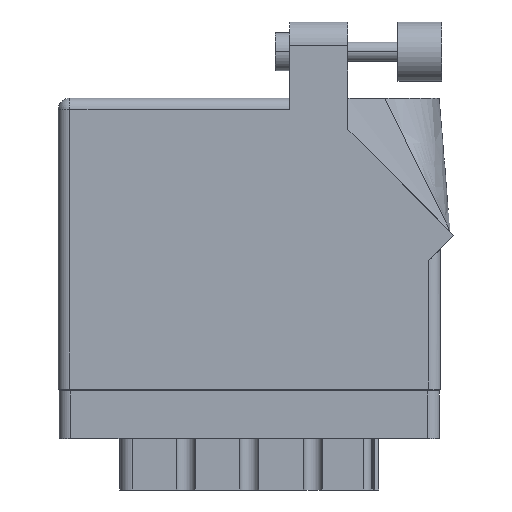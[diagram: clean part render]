
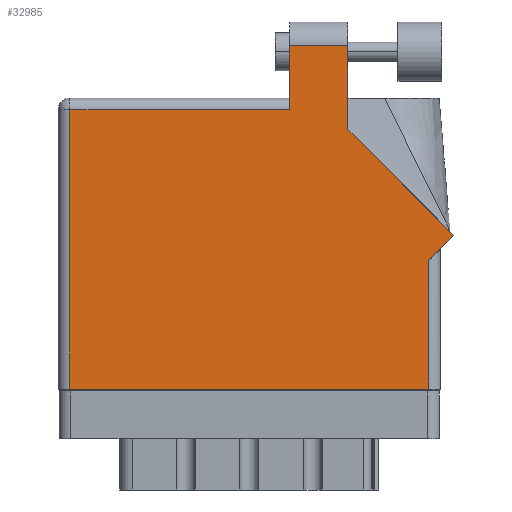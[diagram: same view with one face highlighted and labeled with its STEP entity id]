
A CAD part, front view. The second image highlights one B-rep face of the part: STEP entity #32985.
In plain terms, the highlighted face is planar.
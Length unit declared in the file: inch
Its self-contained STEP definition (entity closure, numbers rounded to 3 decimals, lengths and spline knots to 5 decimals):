
#112 = CARTESIAN_POINT ( 'NONE',  ( 1.217, 1.805, 0. ) ) ;
#471 = VECTOR ( 'NONE', #19032, 39.37008 ) ;
#925 = ORIENTED_EDGE ( 'NONE', *, *, #10108, .T. ) ;
#1027 = LINE ( 'NONE', #16158, #22204 ) ;
#1711 = VERTEX_POINT ( 'NONE', #25825 ) ;
#2234 = CARTESIAN_POINT ( 'NONE',  ( 0.062, 1.468, 0. ) ) ;
#2877 = DIRECTION ( 'NONE',  ( -1., 0., 0. ) ) ;
#3256 = ORIENTED_EDGE ( 'NONE', *, *, #35546, .T. ) ;
#3483 = VERTEX_POINT ( 'NONE', #31424 ) ;
#3648 = VECTOR ( 'NONE', #17623, 39.37008 ) ;
#3763 = CARTESIAN_POINT ( 'NONE',  ( 1.948, 0.737, 0. ) ) ;
#6331 = EDGE_CURVE ( 'NONE', #27767, #1711, #15321, .T. ) ;
#6881 = ORIENTED_EDGE ( 'NONE', *, *, #33955, .T. ) ;
#7206 = AXIS2_PLACEMENT_3D ( 'NONE', #36349, #16081, #33344 ) ;
#8003 = DIRECTION ( 'NONE',  ( -0.707, 0.707, 0. ) ) ;
#10108 = EDGE_CURVE ( 'NONE', #12074, #27767, #27946, .T. ) ;
#10729 = VECTOR ( 'NONE', #28320, 39.37008 ) ;
#10922 = CARTESIAN_POINT ( 'NONE',  ( 2.08071, 0.80771, 0. ) ) ;
#11386 = ORIENTED_EDGE ( 'NONE', *, *, #29085, .T. ) ;
#12074 = VERTEX_POINT ( 'NONE', #34295 ) ;
#13326 = EDGE_LOOP ( 'NONE', ( #11386, #33737, #19929, #925, #28121, #18892, #3256, #6881, #35213 ) ) ;
#13840 = LINE ( 'NONE', #28194, #10729 ) ;
#14198 = VERTEX_POINT ( 'NONE', #28779 ) ;
#14560 = CARTESIAN_POINT ( 'NONE',  ( 1.217, 1.805, 0. ) ) ;
#14601 = LINE ( 'NONE', #14560, #32215 ) ;
#14774 = EDGE_CURVE ( 'NONE', #34140, #3483, #18019, .T. ) ;
#14840 = CARTESIAN_POINT ( 'NONE',  ( 0.062, 0., 0. ) ) ;
#15058 = VERTEX_POINT ( 'NONE', #30119 ) ;
#15321 = LINE ( 'NONE', #14840, #3648 ) ;
#15952 = PLANE ( 'NONE',  #7206 ) ;
#16081 = DIRECTION ( 'NONE',  ( 0., 0., -1. ) ) ;
#16158 = CARTESIAN_POINT ( 'NONE',  ( 0., 0., 0. ) ) ;
#16894 = CARTESIAN_POINT ( 'NONE',  ( 0., 1.468, 0. ) ) ;
#17219 = VERTEX_POINT ( 'NONE', #19068 ) ;
#17527 = DIRECTION ( 'NONE',  ( -1., 0., 0. ) ) ;
#17623 = DIRECTION ( 'NONE',  ( 0., -1., 0. ) ) ;
#18019 = LINE ( 'NONE', #37037, #25673 ) ;
#18892 = ORIENTED_EDGE ( 'NONE', *, *, #25707, .T. ) ;
#19032 = DIRECTION ( 'NONE',  ( 0., 1., 0. ) ) ;
#19068 = CARTESIAN_POINT ( 'NONE',  ( 1.948, 0., 0. ) ) ;
#19591 = FACE_OUTER_BOUND ( 'NONE', #13326, .T. ) ;
#19929 = ORIENTED_EDGE ( 'NONE', *, *, #30743, .T. ) ;
#22204 = VECTOR ( 'NONE', #33182, 39.37008 ) ;
#23129 = LINE ( 'NONE', #36194, #35304 ) ;
#25673 = VECTOR ( 'NONE', #8003, 39.37008 ) ;
#25707 = EDGE_CURVE ( 'NONE', #1711, #17219, #1027, .T. ) ;
#25825 = CARTESIAN_POINT ( 'NONE',  ( 0.062, 0., 0. ) ) ;
#27767 = VERTEX_POINT ( 'NONE', #2234 ) ;
#27823 = CARTESIAN_POINT ( 'NONE',  ( 1.524, 1.36442, 0. ) ) ;
#27946 = LINE ( 'NONE', #16894, #36504 ) ;
#28121 = ORIENTED_EDGE ( 'NONE', *, *, #6331, .T. ) ;
#28194 = CARTESIAN_POINT ( 'NONE',  ( 1.217, 1.53, 0. ) ) ;
#28320 = DIRECTION ( 'NONE',  ( 0., -1., 0. ) ) ;
#28321 = VECTOR ( 'NONE', #29811, 39.37008 ) ;
#28779 = CARTESIAN_POINT ( 'NONE',  ( 1.948, 0.675, 0. ) ) ;
#29085 = EDGE_CURVE ( 'NONE', #3483, #15058, #35620, .T. ) ;
#29811 = DIRECTION ( 'NONE',  ( 0., 1., 0. ) ) ;
#30119 = CARTESIAN_POINT ( 'NONE',  ( 1.524, 1.805, 0. ) ) ;
#30743 = EDGE_CURVE ( 'NONE', #35354, #12074, #13840, .T. ) ;
#31424 = CARTESIAN_POINT ( 'NONE',  ( 1.524, 1.36442, 0. ) ) ;
#32215 = VECTOR ( 'NONE', #2877, 39.37008 ) ;
#32985 = ADVANCED_FACE ( 'NONE', ( #19591 ), #15952, .F. ) ;
#33156 = EDGE_CURVE ( 'NONE', #15058, #35354, #14601, .T. ) ;
#33182 = DIRECTION ( 'NONE',  ( 1., 0., 0. ) ) ;
#33344 = DIRECTION ( 'NONE',  ( -1., 0., 0. ) ) ;
#33737 = ORIENTED_EDGE ( 'NONE', *, *, #33156, .T. ) ;
#33955 = EDGE_CURVE ( 'NONE', #14198, #34140, #23129, .T. ) ;
#34140 = VERTEX_POINT ( 'NONE', #10922 ) ;
#34295 = CARTESIAN_POINT ( 'NONE',  ( 1.217, 1.468, 0. ) ) ;
#35099 = LINE ( 'NONE', #3763, #28321 ) ;
#35213 = ORIENTED_EDGE ( 'NONE', *, *, #14774, .T. ) ;
#35304 = VECTOR ( 'NONE', #35944, 39.37008 ) ;
#35354 = VERTEX_POINT ( 'NONE', #112 ) ;
#35546 = EDGE_CURVE ( 'NONE', #17219, #14198, #35099, .T. ) ;
#35620 = LINE ( 'NONE', #27823, #471 ) ;
#35944 = DIRECTION ( 'NONE',  ( 0.707, 0.707, 0. ) ) ;
#36194 = CARTESIAN_POINT ( 'NONE',  ( 2.01, 0.737, 0. ) ) ;
#36349 = CARTESIAN_POINT ( 'NONE',  ( 0., 1.53, 0. ) ) ;
#36504 = VECTOR ( 'NONE', #17527, 39.37008 ) ;
#37037 = CARTESIAN_POINT ( 'NONE',  ( 2.08071, 0.80771, 0. ) ) ;
